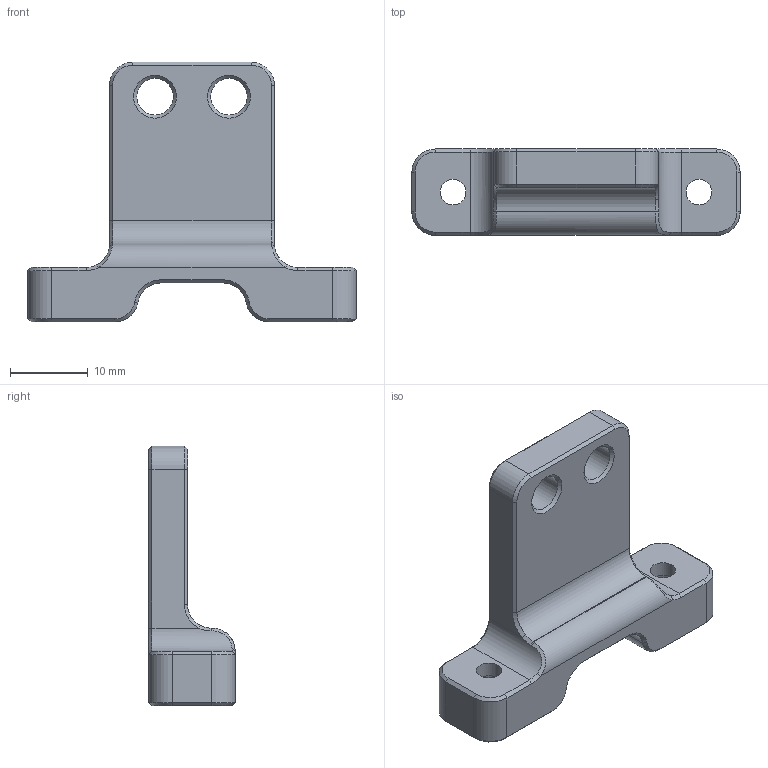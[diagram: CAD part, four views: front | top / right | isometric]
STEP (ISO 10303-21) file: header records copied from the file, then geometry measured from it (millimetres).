
FILE_DESCRIPTION(/* description */ (''),/* implementation_level */ '2;1');
FILE_NAME(/* name */ '',/* time_stamp */ '2025-06-24T14:50:58+03:00',/* author */ (''),/* organization */ (''),/* preprocessor_version */ 'ST-DEVELOPER v20.1',/* originating_system */ 'Autodesk Translation Framework v14.10.0.0',/* authorisation */ '');
FILE_SCHEMA (('AUTOMOTIVE_DESIGN { 1 0 10303 214 3 1 1 }'));
Length unit declared in the file: millimetre
Products named in the file (1): Держатель Cartograph
er UHF
Bounding box: 42.2 x 11.1 x 33.4 mm (x, y, z)
Volume: 5250.9 mm3; surface area: 3018.5 mm2
Topology: 1 solids, 1 shells, 92 faces, 210 edges, 122 vertices
Faces by surface type: plane 38, cone 30, cylinder 20, bspline 4
Full cylindrical faces by diameter (mm): 3.3 x2, 4.7 x4
Entity records: 3157 total; most frequent: CARTESIAN_POINT 1033, DIRECTION 450, ORIENTED_EDGE 420, EDGE_CURVE 210, AXIS2_PLACEMENT_3D 159, LINE 132, VECTOR 132, VERTEX_POINT 122
